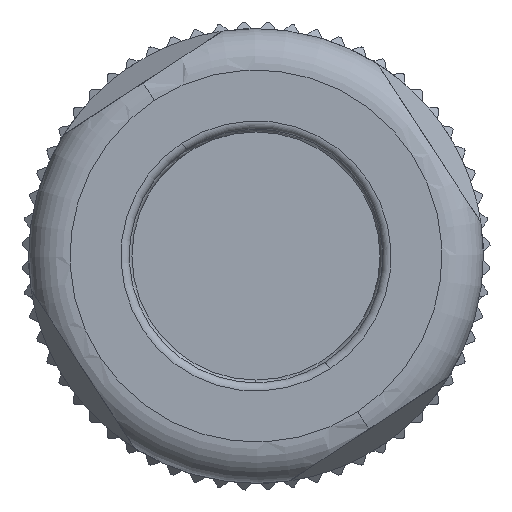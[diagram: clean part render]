
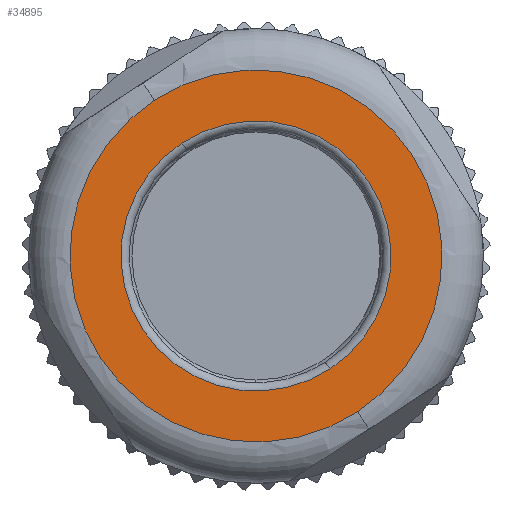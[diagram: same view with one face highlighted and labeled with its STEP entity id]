
A CAD part, front view. The second image highlights one B-rep face of the part: STEP entity #34895.
In plain terms, the highlighted planar face has unit normal (0, -1, 0).
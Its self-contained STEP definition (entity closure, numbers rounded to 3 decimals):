
#14577=CARTESIAN_POINT('',(0.,-28.,0.));
#14578=DIRECTION('',(0.,-1.,0.));
#14579=DIRECTION('',(-0.546,0.,0.838));
#14580=AXIS2_PLACEMENT_3D('',#14577,#14578,#14579);
#14636=CARTESIAN_POINT('',(0.,-28.,0.));
#14637=DIRECTION('',(0.,-1.,0.));
#14638=DIRECTION('',(0.546,0.,-0.838));
#14639=AXIS2_PLACEMENT_3D('',#14636,#14637,#14638);
#14713=CARTESIAN_POINT('',(0.,-28.,0.));
#14714=DIRECTION('',(0.,1.,0.));
#14715=DIRECTION('',(-0.547,0.,0.837));
#14716=AXIS2_PLACEMENT_3D('',#14713,#14714,#14715);
#14718=CARTESIAN_POINT('',(0.,-28.,0.));
#14719=DIRECTION('',(0.,1.,0.));
#14720=DIRECTION('',(0.547,0.,-0.837));
#14721=AXIS2_PLACEMENT_3D('',#14718,#14719,#14720);
#18584=CARTESIAN_POINT('',(2.68,-28.,-4.102));
#18585=CARTESIAN_POINT('',(-2.68,-28.,4.102));
#18586=VERTEX_POINT('',#18584);
#18587=VERTEX_POINT('',#18585);
#18589=CARTESIAN_POINT('',(3.686,-28.,-5.655));
#18591=VERTEX_POINT('',#18589);
#18593=CARTESIAN_POINT('',(-3.686,-28.,5.655));
#18595=VERTEX_POINT('',#18593);
#34880=CARTESIAN_POINT('',(0.,-28.,0.));
#34881=DIRECTION('',(0.,-1.,0.));
#34882=DIRECTION('',(-0.837,0.,-0.547));
#34883=AXIS2_PLACEMENT_3D('',#34880,#34881,#34882);
#34884=PLANE('',#34883);
#34885=ORIENTED_EDGE('',*,*,#34797,.F.);
#34886=ORIENTED_EDGE('',*,*,#34765,.F.);
#34887=EDGE_LOOP('',(#34885,#34886));
#34888=FACE_OUTER_BOUND('',#34887,.F.);
#34890=ORIENTED_EDGE('',*,*,#34889,.F.);
#34892=ORIENTED_EDGE('',*,*,#34891,.F.);
#34893=EDGE_LOOP('',(#34890,#34892));
#34894=FACE_BOUND('',#34893,.F.);
#34895=ADVANCED_FACE('',(#34888,#34894),#34884,.T.);
#14581=CIRCLE('',#14580,6.75);
#14640=CIRCLE('',#14639,6.75);
#14717=CIRCLE('',#14716,4.9);
#14722=CIRCLE('',#14721,4.9);
#34765=EDGE_CURVE('',#18595,#18591,#14581,.T.);
#34797=EDGE_CURVE('',#18591,#18595,#14640,.T.);
#34889=EDGE_CURVE('',#18587,#18586,#14717,.T.);
#34891=EDGE_CURVE('',#18586,#18587,#14722,.T.);
